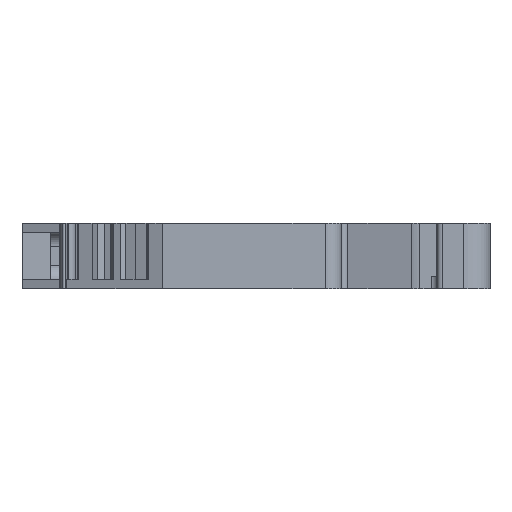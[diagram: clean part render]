
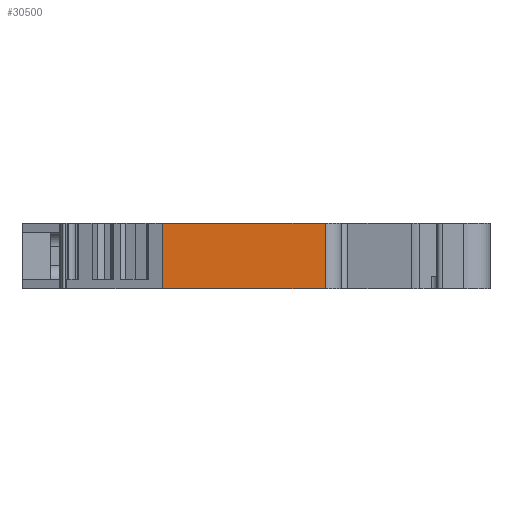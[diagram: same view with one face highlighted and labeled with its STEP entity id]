
A CAD part, left-side view. The second image highlights one B-rep face of the part: STEP entity #30500.
In plain terms, the highlighted planar face has unit normal (-1, 0, 0).
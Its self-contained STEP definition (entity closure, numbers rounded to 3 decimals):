
#210=CARTESIAN_POINT('',(-29.,8.5,0.));
#220=VERTEX_POINT('',#210);
#250=CARTESIAN_POINT('',(-29.,404.345,0.));
#260=DIRECTION('',(0.,-1.,0.));
#270=VECTOR('',#260,1.);
#280=LINE('',#250,#270);
#290=CARTESIAN_POINT('',(-29.,23.796,0.));
#300=VERTEX_POINT('',#290);
#310=EDGE_CURVE('',#300,#220,#280,.T.);
#18650=CARTESIAN_POINT('',(-29.,23.796,
-6.2));
#18660=VERTEX_POINT('',#18650);
#18690=CARTESIAN_POINT('',(-29.,404.345,
-6.2));
#18700=DIRECTION('',(0.,1.,0.));
#18710=VECTOR('',#18700,1.);
#18720=LINE('',#18690,#18710);
#18730=CARTESIAN_POINT('',(-29.,8.5,
-6.2));
#18740=VERTEX_POINT('',#18730);
#18750=EDGE_CURVE('',#18740,#18660,#18720,.T.);
#30290=CARTESIAN_POINT('',(-29.,8.5,0.));
#30300=DIRECTION('',(1.,0.,0.));
#30310=DIRECTION('',(0.,-1.,0.));
#30320=AXIS2_PLACEMENT_3D('',#30290,#30300,#30310);
#30330=PLANE('',#30320);
#30340=CARTESIAN_POINT('',(-29.,23.796,0.));
#30350=DIRECTION('',(0.,0.,-1.));
#30360=VECTOR('',#30350,1.);
#30370=LINE('',#30340,#30360);
#30380=EDGE_CURVE('',#300,#18660,#30370,.T.);
#30390=ORIENTED_EDGE('',*,*,#30380,.T.);
#30400=ORIENTED_EDGE('',*,*,#310,.F.);
#30410=CARTESIAN_POINT('',(-29.,8.5,0.));
#30420=DIRECTION('',(0.,0.,-1.));
#30430=VECTOR('',#30420,1.);
#30440=LINE('',#30410,#30430);
#30450=EDGE_CURVE('',#220,#18740,#30440,.T.);
#30460=ORIENTED_EDGE('',*,*,#30450,.F.);
#30470=ORIENTED_EDGE('',*,*,#18750,.F.);
#30480=EDGE_LOOP('',(#30470,#30460,#30400,#30390));
#30490=FACE_OUTER_BOUND('',#30480,.T.);
#30500=ADVANCED_FACE('',(#30490),#30330,.F.);
